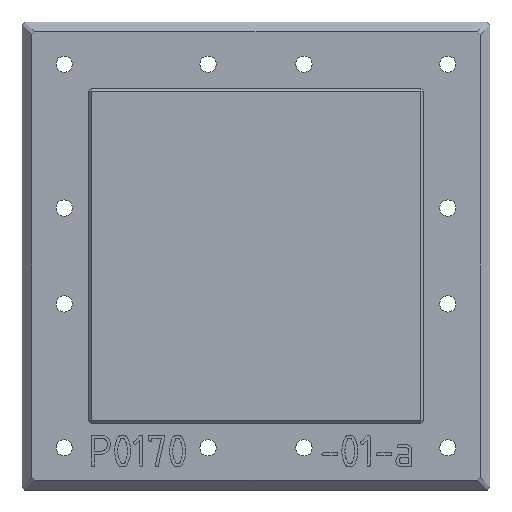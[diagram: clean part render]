
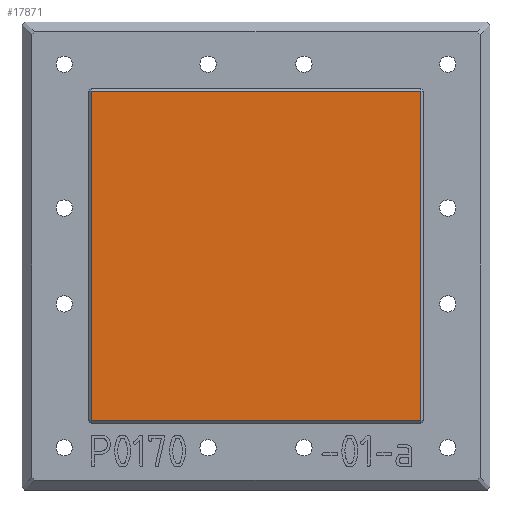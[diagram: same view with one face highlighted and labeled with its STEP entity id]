
A CAD part, top view. The second image highlights one B-rep face of the part: STEP entity #17871.
In plain terms, the highlighted planar face has unit normal (0, 0, 1).
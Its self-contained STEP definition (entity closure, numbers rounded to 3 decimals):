
#12102 = PLANE('',#12103);
#12103 = AXIS2_PLACEMENT_3D('',#12104,#12105,#12106);
#12104 = CARTESIAN_POINT('',(15.1,15.35,5.75));
#12105 = DIRECTION('',(0.,-0.707,0.707));
#12106 = DIRECTION('',(1.,0.,0.));
#12264 = PLANE('',#12265);
#12265 = AXIS2_PLACEMENT_3D('',#12266,#12267,#12268);
#12266 = CARTESIAN_POINT('',(15.35,84.9,5.75));
#12267 = DIRECTION('',(-0.707,0.,0.707));
#12268 = DIRECTION('',(0.,-1.,0.));
#12338 = PLANE('',#12339);
#12339 = AXIS2_PLACEMENT_3D('',#12340,#12341,#12342);
#12340 = CARTESIAN_POINT('',(84.65,15.1,5.75));
#12341 = DIRECTION('',(0.707,0.,0.707));
#12342 = DIRECTION('',(0.,1.,0.));
#12478 = PLANE('',#12479);
#12479 = AXIS2_PLACEMENT_3D('',#12480,#12481,#12482);
#12480 = CARTESIAN_POINT('',(84.9,84.65,5.75));
#12481 = DIRECTION('',(0.,0.707,0.707));
#12482 = DIRECTION('',(-1.,0.,0.));
#15084 = VERTEX_POINT('',#15085);
#15085 = CARTESIAN_POINT('',(15.6,15.6,6.));
#15108 = VERTEX_POINT('',#15109);
#15109 = CARTESIAN_POINT('',(84.4,15.6,6.));
#15130 = EDGE_CURVE('',#15084,#15108,#15131,.T.);
#15131 = SURFACE_CURVE('',#15132,(#15136,#15143),.PCURVE_S1.);
#15132 = LINE('',#15133,#15134);
#15133 = CARTESIAN_POINT('',(15.1,15.6,6.));
#15134 = VECTOR('',#15135,1.);
#15135 = DIRECTION('',(1.,0.,0.));
#15136 = PCURVE('',#12102,#15137);
#15137 = DEFINITIONAL_REPRESENTATION('',(#15138),#15142);
#15138 = LINE('',#15139,#15140);
#15139 = CARTESIAN_POINT('',(0.,0.354));
#15140 = VECTOR('',#15141,1.);
#15141 = DIRECTION('',(1.,0.));
#15142 = ( GEOMETRIC_REPRESENTATION_CONTEXT(2) 
PARAMETRIC_REPRESENTATION_CONTEXT() REPRESENTATION_CONTEXT('2D SPACE',''
  ) );
#15143 = PCURVE('',#15144,#15149);
#15144 = PLANE('',#15145);
#15145 = AXIS2_PLACEMENT_3D('',#15146,#15147,#15148);
#15146 = CARTESIAN_POINT('',(50.,50.,6.));
#15147 = DIRECTION('',(0.,0.,1.));
#15148 = DIRECTION('',(1.,0.,0.));
#15149 = DEFINITIONAL_REPRESENTATION('',(#15150),#15154);
#15150 = LINE('',#15151,#15152);
#15151 = CARTESIAN_POINT('',(-34.9,-34.4));
#15152 = VECTOR('',#15153,1.);
#15153 = DIRECTION('',(1.,0.));
#15154 = ( GEOMETRIC_REPRESENTATION_CONTEXT(2) 
PARAMETRIC_REPRESENTATION_CONTEXT() REPRESENTATION_CONTEXT('2D SPACE',''
  ) );
#15212 = VERTEX_POINT('',#15213);
#15213 = CARTESIAN_POINT('',(15.6,84.4,6.));
#15236 = EDGE_CURVE('',#15212,#15084,#15237,.T.);
#15237 = SURFACE_CURVE('',#15238,(#15242,#15249),.PCURVE_S1.);
#15238 = LINE('',#15239,#15240);
#15239 = CARTESIAN_POINT('',(15.6,84.9,6.));
#15240 = VECTOR('',#15241,1.);
#15241 = DIRECTION('',(0.,-1.,0.));
#15242 = PCURVE('',#12264,#15243);
#15243 = DEFINITIONAL_REPRESENTATION('',(#15244),#15248);
#15244 = LINE('',#15245,#15246);
#15245 = CARTESIAN_POINT('',(0.,0.354));
#15246 = VECTOR('',#15247,1.);
#15247 = DIRECTION('',(1.,0.));
#15248 = ( GEOMETRIC_REPRESENTATION_CONTEXT(2) 
PARAMETRIC_REPRESENTATION_CONTEXT() REPRESENTATION_CONTEXT('2D SPACE',''
  ) );
#15249 = PCURVE('',#15144,#15250);
#15250 = DEFINITIONAL_REPRESENTATION('',(#15251),#15255);
#15251 = LINE('',#15252,#15253);
#15252 = CARTESIAN_POINT('',(-34.4,34.9));
#15253 = VECTOR('',#15254,1.);
#15254 = DIRECTION('',(0.,-1.));
#15255 = ( GEOMETRIC_REPRESENTATION_CONTEXT(2) 
PARAMETRIC_REPRESENTATION_CONTEXT() REPRESENTATION_CONTEXT('2D SPACE',''
  ) );
#15263 = VERTEX_POINT('',#15264);
#15264 = CARTESIAN_POINT('',(84.4,84.4,6.));
#15285 = EDGE_CURVE('',#15108,#15263,#15286,.T.);
#15286 = SURFACE_CURVE('',#15287,(#15291,#15298),.PCURVE_S1.);
#15287 = LINE('',#15288,#15289);
#15288 = CARTESIAN_POINT('',(84.4,15.1,6.));
#15289 = VECTOR('',#15290,1.);
#15290 = DIRECTION('',(0.,1.,0.));
#15291 = PCURVE('',#12338,#15292);
#15292 = DEFINITIONAL_REPRESENTATION('',(#15293),#15297);
#15293 = LINE('',#15294,#15295);
#15294 = CARTESIAN_POINT('',(0.,0.354));
#15295 = VECTOR('',#15296,1.);
#15296 = DIRECTION('',(1.,0.));
#15297 = ( GEOMETRIC_REPRESENTATION_CONTEXT(2) 
PARAMETRIC_REPRESENTATION_CONTEXT() REPRESENTATION_CONTEXT('2D SPACE',''
  ) );
#15298 = PCURVE('',#15144,#15299);
#15299 = DEFINITIONAL_REPRESENTATION('',(#15300),#15304);
#15300 = LINE('',#15301,#15302);
#15301 = CARTESIAN_POINT('',(34.4,-34.9));
#15302 = VECTOR('',#15303,1.);
#15303 = DIRECTION('',(0.,1.));
#15304 = ( GEOMETRIC_REPRESENTATION_CONTEXT(2) 
PARAMETRIC_REPRESENTATION_CONTEXT() REPRESENTATION_CONTEXT('2D SPACE',''
  ) );
#15364 = EDGE_CURVE('',#15263,#15212,#15365,.T.);
#15365 = SURFACE_CURVE('',#15366,(#15370,#15377),.PCURVE_S1.);
#15366 = LINE('',#15367,#15368);
#15367 = CARTESIAN_POINT('',(84.9,84.4,6.));
#15368 = VECTOR('',#15369,1.);
#15369 = DIRECTION('',(-1.,0.,0.));
#15370 = PCURVE('',#12478,#15371);
#15371 = DEFINITIONAL_REPRESENTATION('',(#15372),#15376);
#15372 = LINE('',#15373,#15374);
#15373 = CARTESIAN_POINT('',(0.,0.354));
#15374 = VECTOR('',#15375,1.);
#15375 = DIRECTION('',(1.,0.));
#15376 = ( GEOMETRIC_REPRESENTATION_CONTEXT(2) 
PARAMETRIC_REPRESENTATION_CONTEXT() REPRESENTATION_CONTEXT('2D SPACE',''
  ) );
#15377 = PCURVE('',#15144,#15378);
#15378 = DEFINITIONAL_REPRESENTATION('',(#15379),#15383);
#15379 = LINE('',#15380,#15381);
#15380 = CARTESIAN_POINT('',(34.9,34.4));
#15381 = VECTOR('',#15382,1.);
#15382 = DIRECTION('',(-1.,0.));
#15383 = ( GEOMETRIC_REPRESENTATION_CONTEXT(2) 
PARAMETRIC_REPRESENTATION_CONTEXT() REPRESENTATION_CONTEXT('2D SPACE',''
  ) );
#17871 = ADVANCED_FACE('',(#17872),#15144,.T.);
#17872 = FACE_BOUND('',#17873,.T.);
#17873 = EDGE_LOOP('',(#17874,#17875,#17876,#17877));
#17874 = ORIENTED_EDGE('',*,*,#15236,.T.);
#17875 = ORIENTED_EDGE('',*,*,#15130,.T.);
#17876 = ORIENTED_EDGE('',*,*,#15285,.T.);
#17877 = ORIENTED_EDGE('',*,*,#15364,.T.);
